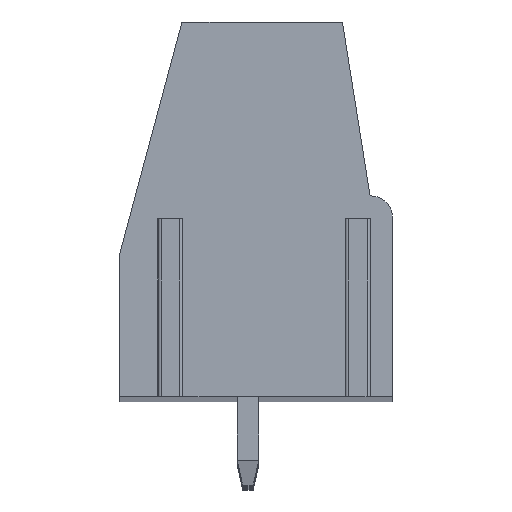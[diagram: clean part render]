
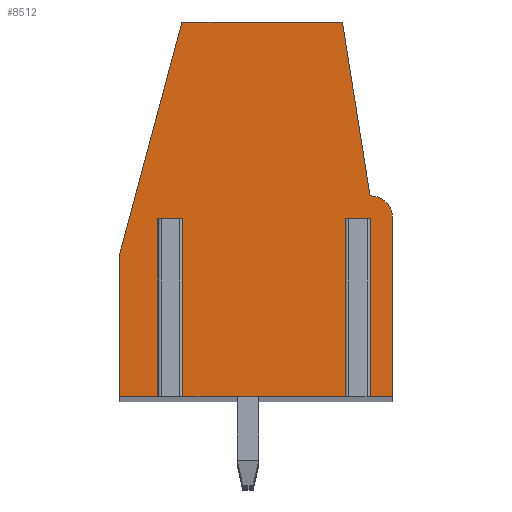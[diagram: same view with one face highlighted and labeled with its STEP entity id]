
A CAD part, top view. The second image highlights one B-rep face of the part: STEP entity #8512.
In plain terms, the highlighted planar face has unit normal (0, 0, 1).
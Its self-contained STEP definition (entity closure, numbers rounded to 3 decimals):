
#1254=DIRECTION('',(1.,0.,0.));
#1255=VECTOR('',#1254,0.57);
#1256=CARTESIAN_POINT('',(-3.485,-0.35,2.5));
#1257=LINE('',#1256,#1255);
#1258=DIRECTION('',(0.,1.,0.));
#1259=VECTOR('',#1258,6.65);
#1260=CARTESIAN_POINT('',(-3.485,-7.,2.5));
#1261=LINE('',#1260,#1259);
#1262=DIRECTION('',(1.,0.,0.));
#1263=VECTOR('',#1262,1.615);
#1264=CARTESIAN_POINT('',(-5.1,-7.,2.5));
#1265=LINE('',#1264,#1263);
#1266=DIRECTION('',(0.,-1.,0.));
#1267=VECTOR('',#1266,5.3);
#1268=CARTESIAN_POINT('',(-5.1,-1.7,2.5));
#1269=LINE('',#1268,#1267);
#1270=DIRECTION('',(-0.259,-0.966,0.));
#1271=VECTOR('',#1270,9.007);
#1272=CARTESIAN_POINT('',(-2.769,7.,2.5));
#1273=LINE('',#1272,#1271);
#1274=DIRECTION('',(-1.,0.,0.));
#1275=VECTOR('',#1274,6.);
#1276=CARTESIAN_POINT('',(3.231,7.,2.5));
#1277=LINE('',#1276,#1275);
#1278=DIRECTION('',(-0.156,0.988,0.));
#1279=VECTOR('',#1278,6.581);
#1280=CARTESIAN_POINT('',(4.261,0.5,2.5));
#1281=LINE('',#1280,#1279);
#1282=DIRECTION('',(-1.,0.,0.));
#1283=VECTOR('',#1282,0.039);
#1284=CARTESIAN_POINT('',(4.3,0.5,2.5));
#1285=LINE('',#1284,#1283);
#1286=CARTESIAN_POINT('',(4.3,-0.3,2.5));
#1287=DIRECTION('',(0.,0.,1.));
#1288=DIRECTION('',(1.,0.,0.));
#1289=AXIS2_PLACEMENT_3D('',#1286,#1287,#1288);
#1291=DIRECTION('',(0.,1.,0.));
#1292=VECTOR('',#1291,6.7);
#1293=CARTESIAN_POINT('',(5.1,-7.,2.5));
#1294=LINE('',#1293,#1292);
#1295=DIRECTION('',(1.,0.,0.));
#1296=VECTOR('',#1295,1.015);
#1297=CARTESIAN_POINT('',(4.085,-7.,2.5));
#1298=LINE('',#1297,#1296);
#1299=DIRECTION('',(0.,1.,0.));
#1300=VECTOR('',#1299,6.65);
#1301=CARTESIAN_POINT('',(4.085,-7.,2.5));
#1302=LINE('',#1301,#1300);
#1303=DIRECTION('',(1.,0.,0.));
#1304=VECTOR('',#1303,0.57);
#1305=CARTESIAN_POINT('',(3.515,-0.35,2.5));
#1306=LINE('',#1305,#1304);
#1307=DIRECTION('',(0.,1.,0.));
#1308=VECTOR('',#1307,6.65);
#1309=CARTESIAN_POINT('',(3.515,-7.,2.5));
#1310=LINE('',#1309,#1308);
#1311=DIRECTION('',(1.,0.,0.));
#1312=VECTOR('',#1311,6.43);
#1313=CARTESIAN_POINT('',(-2.915,-7.,2.5));
#1314=LINE('',#1313,#1312);
#1315=DIRECTION('',(0.,1.,0.));
#1316=VECTOR('',#1315,6.65);
#1317=CARTESIAN_POINT('',(-2.915,-7.,2.5));
#1318=LINE('',#1317,#1316);
#5767=CARTESIAN_POINT('',(-2.769,7.,2.5));
#5768=CARTESIAN_POINT('',(-5.1,-1.7,2.5));
#5769=VERTEX_POINT('',#5767);
#5770=VERTEX_POINT('',#5768);
#5771=CARTESIAN_POINT('',(-5.1,-7.,2.5));
#5772=VERTEX_POINT('',#5771);
#5773=CARTESIAN_POINT('',(5.1,-7.,2.5));
#5774=CARTESIAN_POINT('',(5.1,-0.3,2.5));
#5775=VERTEX_POINT('',#5773);
#5776=VERTEX_POINT('',#5774);
#5777=CARTESIAN_POINT('',(4.3,0.5,2.5));
#5778=VERTEX_POINT('',#5777);
#5779=CARTESIAN_POINT('',(4.261,0.5,2.5));
#5780=VERTEX_POINT('',#5779);
#5781=CARTESIAN_POINT('',(3.231,7.,2.5));
#5782=VERTEX_POINT('',#5781);
#5863=CARTESIAN_POINT('',(-3.485,-0.35,2.5));
#5864=CARTESIAN_POINT('',(-2.915,-0.35,2.5));
#5865=VERTEX_POINT('',#5863);
#5866=VERTEX_POINT('',#5864);
#5867=CARTESIAN_POINT('',(3.515,-0.35,2.5));
#5868=CARTESIAN_POINT('',(4.085,-0.35,2.5));
#5869=VERTEX_POINT('',#5867);
#5870=VERTEX_POINT('',#5868);
#5871=CARTESIAN_POINT('',(-2.915,-7.,2.5));
#5872=VERTEX_POINT('',#5871);
#5873=CARTESIAN_POINT('',(-3.485,-7.,2.5));
#5874=VERTEX_POINT('',#5873);
#5875=CARTESIAN_POINT('',(4.085,-7.,2.5));
#5876=VERTEX_POINT('',#5875);
#5877=CARTESIAN_POINT('',(3.515,-7.,2.5));
#5878=VERTEX_POINT('',#5877);
#8483=CARTESIAN_POINT('',(0.,0.,2.5));
#8484=DIRECTION('',(0.,0.,1.));
#8485=DIRECTION('',(1.,0.,0.));
#8486=AXIS2_PLACEMENT_3D('',#8483,#8484,#8485);
#8487=PLANE('',#8486);
#8489=ORIENTED_EDGE('',*,*,#8488,.F.);
#8491=ORIENTED_EDGE('',*,*,#8490,.F.);
#8492=ORIENTED_EDGE('',*,*,#7641,.F.);
#8493=ORIENTED_EDGE('',*,*,#8042,.F.);
#8494=ORIENTED_EDGE('',*,*,#8056,.F.);
#8495=ORIENTED_EDGE('',*,*,#8070,.F.);
#8496=ORIENTED_EDGE('',*,*,#8216,.F.);
#8497=ORIENTED_EDGE('',*,*,#8230,.F.);
#8498=ORIENTED_EDGE('',*,*,#8244,.F.);
#8499=ORIENTED_EDGE('',*,*,#8257,.F.);
#8500=ORIENTED_EDGE('',*,*,#7665,.F.);
#8502=ORIENTED_EDGE('',*,*,#8501,.T.);
#8504=ORIENTED_EDGE('',*,*,#8503,.F.);
#8506=ORIENTED_EDGE('',*,*,#8505,.F.);
#8507=ORIENTED_EDGE('',*,*,#7653,.F.);
#8509=ORIENTED_EDGE('',*,*,#8508,.T.);
#8510=EDGE_LOOP('',(#8489,#8491,#8492,#8493,#8494,#8495,#8496,#8497,#8498,#8499,
#8500,#8502,#8504,#8506,#8507,#8509));
#8511=FACE_OUTER_BOUND('',#8510,.F.);
#1290=CIRCLE('',#1289,0.8);
#7641=EDGE_CURVE('',#5772,#5874,#1265,.T.);
#7653=EDGE_CURVE('',#5872,#5878,#1314,.T.);
#7665=EDGE_CURVE('',#5876,#5775,#1298,.T.);
#8042=EDGE_CURVE('',#5770,#5772,#1269,.T.);
#8056=EDGE_CURVE('',#5769,#5770,#1273,.T.);
#8070=EDGE_CURVE('',#5782,#5769,#1277,.T.);
#8216=EDGE_CURVE('',#5780,#5782,#1281,.T.);
#8230=EDGE_CURVE('',#5778,#5780,#1285,.T.);
#8244=EDGE_CURVE('',#5776,#5778,#1290,.T.);
#8257=EDGE_CURVE('',#5775,#5776,#1294,.T.);
#8488=EDGE_CURVE('',#5865,#5866,#1257,.T.);
#8490=EDGE_CURVE('',#5874,#5865,#1261,.T.);
#8501=EDGE_CURVE('',#5876,#5870,#1302,.T.);
#8503=EDGE_CURVE('',#5869,#5870,#1306,.T.);
#8505=EDGE_CURVE('',#5878,#5869,#1310,.T.);
#8508=EDGE_CURVE('',#5872,#5866,#1318,.T.);
#8512=ADVANCED_FACE('',(#8511),#8487,.T.);
